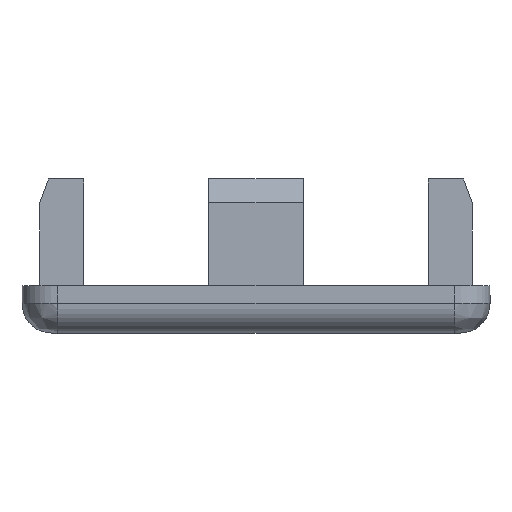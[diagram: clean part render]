
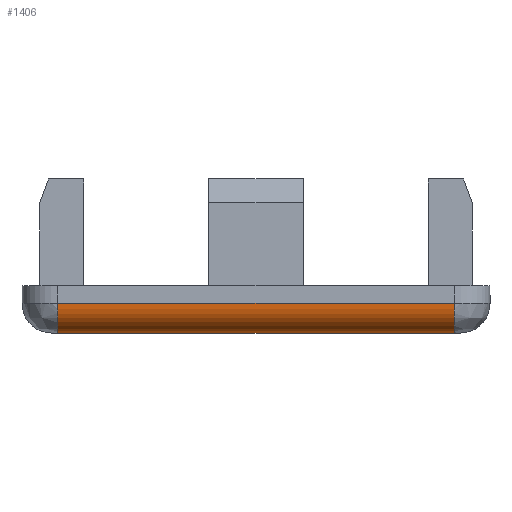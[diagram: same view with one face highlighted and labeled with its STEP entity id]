
A CAD part, left-side view. The second image highlights one B-rep face of the part: STEP entity #1406.
In plain terms, the highlighted cylindrical face has radius 2.5 mm (diameter 5 mm), a partial arc.
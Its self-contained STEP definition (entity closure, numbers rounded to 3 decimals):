
#15 = CARTESIAN_POINT ( 'NONE',  ( -17.5, -16.75, 0. ) ) ;
#130 = AXIS2_PLACEMENT_3D ( 'NONE', #1180, #199, #1515 ) ;
#199 = DIRECTION ( 'NONE',  ( 0., 1., 0. ) ) ;
#205 = CARTESIAN_POINT ( 'NONE',  ( -17.5, 16.75, 2.5 ) ) ;
#286 = LINE ( 'NONE', #1629, #4105 ) ;
#291 = EDGE_CURVE ( 'NONE', #2558, #466, #1670, .T. ) ;
#415 = VERTEX_POINT ( 'NONE', #4247 ) ;
#466 = VERTEX_POINT ( 'NONE', #1223 ) ;
#572 = DIRECTION ( 'NONE',  ( 0., -1., 0. ) ) ;
#1046 = ORIENTED_EDGE ( 'NONE', *, *, #2192, .T. ) ;
#1180 = CARTESIAN_POINT ( 'NONE',  ( -17.5, -16.75, 2.5 ) ) ;
#1223 = CARTESIAN_POINT ( 'NONE',  ( -17.5, 16.75, 0. ) ) ;
#1406 = ADVANCED_FACE ( 'NONE', ( #3354 ), #2615, .T. ) ;
#1423 = CARTESIAN_POINT ( 'NONE',  ( -17.5, -19.75, 0. ) ) ;
#1515 = DIRECTION ( 'NONE',  ( 0., 0., 1. ) ) ;
#1601 = DIRECTION ( 'NONE',  ( 0., 1., 0. ) ) ;
#1629 = CARTESIAN_POINT ( 'NONE',  ( -20., 19.75, 2.5 ) ) ;
#1670 = LINE ( 'NONE', #1423, #3748 ) ;
#1755 = VERTEX_POINT ( 'NONE', #2276 ) ;
#2062 = DIRECTION ( 'NONE',  ( 0., 1., 0. ) ) ;
#2192 = EDGE_CURVE ( 'NONE', #2558, #1755, #2361, .T. ) ;
#2276 = CARTESIAN_POINT ( 'NONE',  ( -20., -16.75, 2.5 ) ) ;
#2330 = AXIS2_PLACEMENT_3D ( 'NONE', #205, #572, #3294 ) ;
#2361 = CIRCLE ( 'NONE', #130, 2.5 ) ;
#2442 = CARTESIAN_POINT ( 'NONE',  ( -17.5, 19.75, 2.5 ) ) ;
#2484 = DIRECTION ( 'NONE',  ( 0., 1., 0. ) ) ;
#2558 = VERTEX_POINT ( 'NONE', #15 ) ;
#2615 = CYLINDRICAL_SURFACE ( 'NONE', #4199, 2.5 ) ;
#2767 = DIRECTION ( 'NONE',  ( 0., 0., 1. ) ) ;
#2809 = EDGE_CURVE ( 'NONE', #1755, #415, #286, .T. ) ;
#3254 = EDGE_CURVE ( 'NONE', #415, #466, #3520, .T. ) ;
#3294 = DIRECTION ( 'NONE',  ( 0., 0., 1. ) ) ;
#3354 = FACE_OUTER_BOUND ( 'NONE', #3985, .T. ) ;
#3520 = CIRCLE ( 'NONE', #2330, 2.5 ) ;
#3627 = ORIENTED_EDGE ( 'NONE', *, *, #291, .F. ) ;
#3748 = VECTOR ( 'NONE', #2484, 1000. ) ;
#3807 = ORIENTED_EDGE ( 'NONE', *, *, #3254, .T. ) ;
#3985 = EDGE_LOOP ( 'NONE', ( #1046, #4173, #3807, #3627 ) ) ;
#4105 = VECTOR ( 'NONE', #1601, 1000. ) ;
#4173 = ORIENTED_EDGE ( 'NONE', *, *, #2809, .T. ) ;
#4199 = AXIS2_PLACEMENT_3D ( 'NONE', #2442, #2062, #2767 ) ;
#4247 = CARTESIAN_POINT ( 'NONE',  ( -20., 16.75, 2.5 ) ) ;
